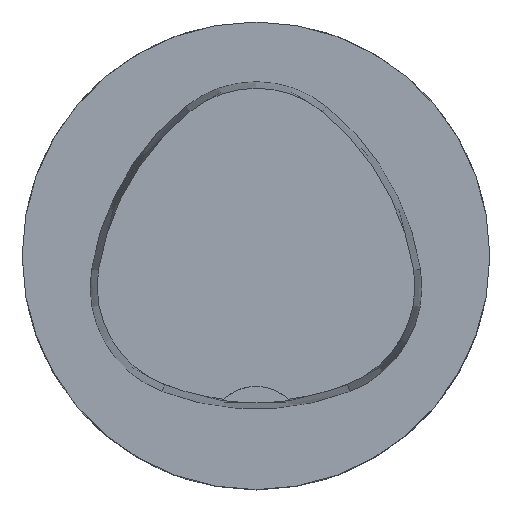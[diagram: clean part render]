
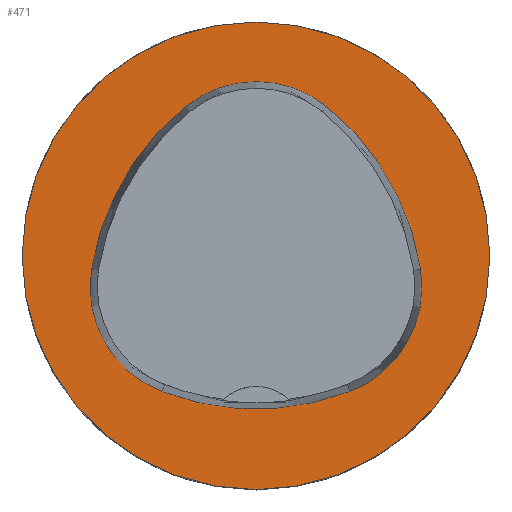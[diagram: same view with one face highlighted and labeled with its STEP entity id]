
A CAD part, top view. The second image highlights one B-rep face of the part: STEP entity #471.
In plain terms, the highlighted planar face has unit normal (0, 0, 1).
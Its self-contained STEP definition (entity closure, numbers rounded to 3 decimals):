
#207=PLANE('',#4801);
#323=FACE_BOUND('',#1029,.T.);
#324=FACE_BOUND('',#1030,.T.);
#471=ADVANCED_FACE('',(#323,#324),#207,.T.);
#1029=EDGE_LOOP('',(#2323,#2324,#2325,#2326,#2327,#2328));
#1030=EDGE_LOOP('',(#2329));
#1308=CIRCLE('',#4773,25.);
#1309=CIRCLE('',#4779,28.);
#1311=CIRCLE('',#4782,12.);
#1313=CIRCLE('',#4785,28.);
#1315=CIRCLE('',#4788,12.);
#1319=CIRCLE('',#4793,28.);
#1321=CIRCLE('',#4796,12.);
#2323=ORIENTED_EDGE('',*,*,#3991,.T.);
#2324=ORIENTED_EDGE('',*,*,#3971,.T.);
#2325=ORIENTED_EDGE('',*,*,#3975,.T.);
#2326=ORIENTED_EDGE('',*,*,#3978,.T.);
#2327=ORIENTED_EDGE('',*,*,#3981,.T.);
#2328=ORIENTED_EDGE('',*,*,#3989,.T.);
#2329=ORIENTED_EDGE('',*,*,#3962,.F.);
#3505=VERTEX_POINT('',#7541);
#3514=VERTEX_POINT('',#7560);
#3515=VERTEX_POINT('',#7561);
#3518=VERTEX_POINT('',#7569);
#3520=VERTEX_POINT('',#7575);
#3522=VERTEX_POINT('',#7581);
#3529=VERTEX_POINT('',#7602);
#3962=EDGE_CURVE('',#3505,#3505,#1308,.T.);
#3971=EDGE_CURVE('',#3514,#3515,#1309,.T.);
#3975=EDGE_CURVE('',#3515,#3518,#1311,.T.);
#3978=EDGE_CURVE('',#3518,#3520,#1313,.T.);
#3981=EDGE_CURVE('',#3520,#3522,#1315,.T.);
#3989=EDGE_CURVE('',#3522,#3529,#1319,.T.);
#3991=EDGE_CURVE('',#3529,#3514,#1321,.T.);
#4773=AXIS2_PLACEMENT_3D('',#7540,#5422,#5423);
#4779=AXIS2_PLACEMENT_3D('',#7559,#5438,#5439);
#4782=AXIS2_PLACEMENT_3D('',#7568,#5446,#5447);
#4785=AXIS2_PLACEMENT_3D('',#7574,#5453,#5454);
#4788=AXIS2_PLACEMENT_3D('',#7580,#5460,#5461);
#4793=AXIS2_PLACEMENT_3D('',#7603,#5472,#5473);
#4796=AXIS2_PLACEMENT_3D('',#7606,#5478,#5479);
#4801=AXIS2_PLACEMENT_3D('',#7611,#5488,#5489);
#5422=DIRECTION('',(0.,0.,-1.));
#5423=DIRECTION('',(-1.,0.,0.));
#5438=DIRECTION('',(0.,0.,-1.));
#5439=DIRECTION('',(-1.,0.,0.));
#5446=DIRECTION('',(0.,0.,-1.));
#5447=DIRECTION('',(-1.,0.,0.));
#5453=DIRECTION('',(0.,0.,-1.));
#5454=DIRECTION('',(-1.,0.,0.));
#5460=DIRECTION('',(0.,0.,-1.));
#5461=DIRECTION('',(-1.,0.,0.));
#5472=DIRECTION('',(0.,0.,-1.));
#5473=DIRECTION('',(-1.,0.,0.));
#5478=DIRECTION('',(0.,0.,-1.));
#5479=DIRECTION('',(-1.,0.,0.));
#5488=DIRECTION('',(0.,0.,1.));
#5489=DIRECTION('',(1.,0.,0.));
#7540=CARTESIAN_POINT('',(0.,0.,0.));
#7541=CARTESIAN_POINT('',(-25.,0.,0.));
#7559=CARTESIAN_POINT('',(10.068,-5.824,0.));
#7560=CARTESIAN_POINT('',(-17.584,-1.424,0.));
#7561=CARTESIAN_POINT('',(-7.531,15.953,0.));
#7568=CARTESIAN_POINT('',(0.011,6.62,0.));
#7569=CARTESIAN_POINT('',(7.567,15.942,0.));
#7574=CARTESIAN_POINT('',(-10.063,-5.81,0.));
#7575=CARTESIAN_POINT('',(17.59,-1.418,0.));
#7580=CARTESIAN_POINT('',(5.739,-3.3,0.));
#7581=CARTESIAN_POINT('',(10.05,-14.499,0.));
#7602=CARTESIAN_POINT('',(-10.025,-14.516,0.));
#7603=CARTESIAN_POINT('',(-0.01,11.631,0.));
#7606=CARTESIAN_POINT('',(-5.733,-3.31,0.));
#7611=CARTESIAN_POINT('',(0.,0.,0.));
